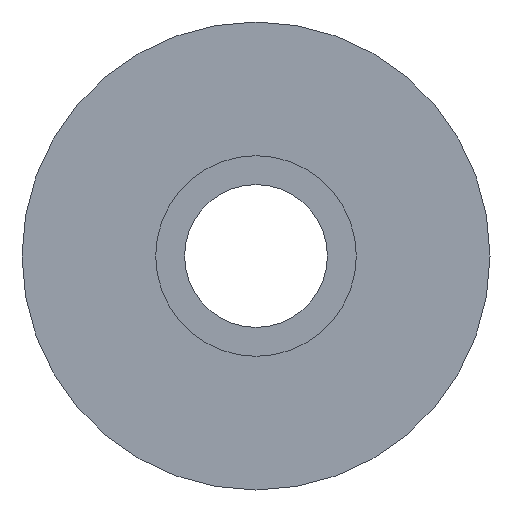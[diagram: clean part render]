
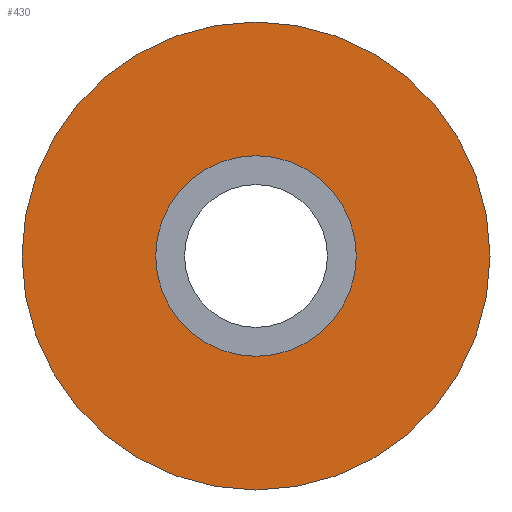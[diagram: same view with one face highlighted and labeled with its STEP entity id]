
A CAD part, left-side view. The second image highlights one B-rep face of the part: STEP entity #430.
In plain terms, the highlighted planar face has unit normal (-1, 0, 0).
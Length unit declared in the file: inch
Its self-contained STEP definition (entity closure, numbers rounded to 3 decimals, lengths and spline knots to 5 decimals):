
#6 = CIRCLE ( 'NONE', #423, 2.0625 ) ;
#7 = PLANE ( 'NONE',  #71 ) ;
#20 = DIRECTION ( 'NONE',  ( 0., 0., 1. ) ) ;
#71 = AXIS2_PLACEMENT_3D ( 'NONE', #170, #320, #75 ) ;
#74 = CARTESIAN_POINT ( 'NONE',  ( 0.10586, 0., -4.8125 ) ) ;
#75 = DIRECTION ( 'NONE',  ( 0., 0., 1. ) ) ;
#88 = CIRCLE ( 'NONE', #195, 4.8125 ) ;
#98 = CARTESIAN_POINT ( 'NONE',  ( 0.10586, 0., 0. ) ) ;
#103 = DIRECTION ( 'NONE',  ( 0., 0., 1. ) ) ;
#112 = CARTESIAN_POINT ( 'NONE',  ( 0.10586, 0., 0. ) ) ;
#116 = DIRECTION ( 'NONE',  ( 0., 0., 1. ) ) ;
#117 = ORIENTED_EDGE ( 'NONE', *, *, #364, .F. ) ;
#121 = CIRCLE ( 'NONE', #367, 2.0625 ) ;
#129 = EDGE_LOOP ( 'NONE', ( #117, #361 ) ) ;
#135 = CARTESIAN_POINT ( 'NONE',  ( 0.10586, 0., -2.0625 ) ) ;
#156 = EDGE_CURVE ( 'NONE', #309, #166, #88, .T. ) ;
#166 = VERTEX_POINT ( 'NONE', #74 ) ;
#170 = CARTESIAN_POINT ( 'NONE',  ( 0.10586, 0., 0. ) ) ;
#173 = ORIENTED_EDGE ( 'NONE', *, *, #359, .T. ) ;
#184 = AXIS2_PLACEMENT_3D ( 'NONE', #412, #335, #20 ) ;
#189 = CARTESIAN_POINT ( 'NONE',  ( 0.10586, 0., 0. ) ) ;
#195 = AXIS2_PLACEMENT_3D ( 'NONE', #189, #337, #295 ) ;
#258 = EDGE_CURVE ( 'NONE', #409, #427, #121, .T. ) ;
#262 = DIRECTION ( 'NONE',  ( -1., 0., 0. ) ) ;
#295 = DIRECTION ( 'NONE',  ( 0., 0., 1. ) ) ;
#309 = VERTEX_POINT ( 'NONE', #410 ) ;
#317 = FACE_OUTER_BOUND ( 'NONE', #441, .T. ) ;
#320 = DIRECTION ( 'NONE',  ( -1., 0., 0. ) ) ;
#324 = CARTESIAN_POINT ( 'NONE',  ( 0.10586, 0., 2.0625 ) ) ;
#335 = DIRECTION ( 'NONE',  ( -1., 0., 0. ) ) ;
#337 = DIRECTION ( 'NONE',  ( -1., 0., 0. ) ) ;
#358 = FACE_BOUND ( 'NONE', #129, .T. ) ;
#359 = EDGE_CURVE ( 'NONE', #166, #309, #417, .T. ) ;
#361 = ORIENTED_EDGE ( 'NONE', *, *, #258, .F. ) ;
#364 = EDGE_CURVE ( 'NONE', #427, #409, #6, .T. ) ;
#366 = DIRECTION ( 'NONE',  ( -1., 0., 0. ) ) ;
#367 = AXIS2_PLACEMENT_3D ( 'NONE', #112, #262, #116 ) ;
#409 = VERTEX_POINT ( 'NONE', #135 ) ;
#410 = CARTESIAN_POINT ( 'NONE',  ( 0.10586, 0., 4.8125 ) ) ;
#412 = CARTESIAN_POINT ( 'NONE',  ( 0.10586, 0., 0. ) ) ;
#414 = ORIENTED_EDGE ( 'NONE', *, *, #156, .T. ) ;
#417 = CIRCLE ( 'NONE', #184, 4.8125 ) ;
#423 = AXIS2_PLACEMENT_3D ( 'NONE', #98, #366, #103 ) ;
#427 = VERTEX_POINT ( 'NONE', #324 ) ;
#430 = ADVANCED_FACE ( 'NONE', ( #317, #358 ), #7, .T. ) ;
#441 = EDGE_LOOP ( 'NONE', ( #414, #173 ) ) ;
